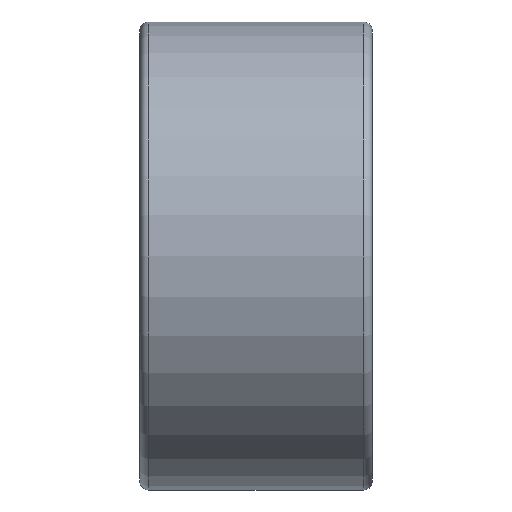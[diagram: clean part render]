
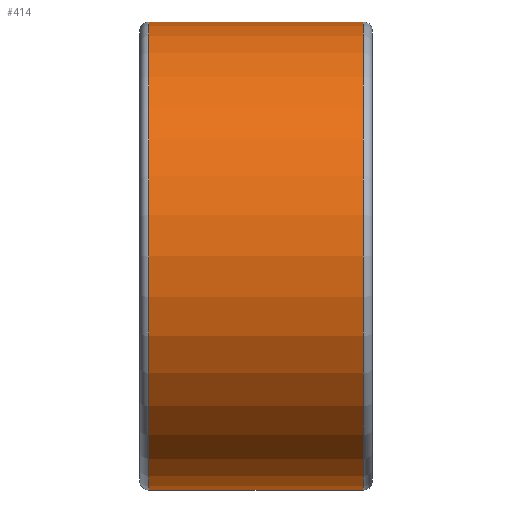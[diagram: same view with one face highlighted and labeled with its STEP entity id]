
A CAD part, front view. The second image highlights one B-rep face of the part: STEP entity #414.
In plain terms, the highlighted cylindrical face has radius 16 mm (diameter 32 mm), a full revolution.
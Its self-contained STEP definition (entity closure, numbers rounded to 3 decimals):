
#25=CYLINDRICAL_SURFACE('',#522,16.);
#64=ORIENTED_EDGE('',*,*,#99,.T.);
#65=ORIENTED_EDGE('',*,*,#111,.F.);
#99=EDGE_CURVE('',#304,#304,#129,.T.);
#111=EDGE_CURVE('',#316,#316,#141,.T.);
#129=CIRCLE('',#497,16.);
#141=CIRCLE('',#521,16.);
#184=EDGE_LOOP('',(#64));
#185=EDGE_LOOP('',(#65));
#304=VERTEX_POINT('',#738);
#316=VERTEX_POINT('',#774);
#363=FACE_BOUND('',#184,.T.);
#364=FACE_BOUND('',#185,.T.);
#414=ADVANCED_FACE('',(#363,#364),#25,.T.);
#497=AXIS2_PLACEMENT_3D('',#737,#595,#596);
#521=AXIS2_PLACEMENT_3D('',#773,#643,#644);
#522=AXIS2_PLACEMENT_3D('',#775,#645,#646);
#595=DIRECTION('',(1.,0.,0.));
#596=DIRECTION('',(0.,0.,-1.));
#643=DIRECTION('',(1.,0.,0.));
#644=DIRECTION('',(0.,0.,-1.));
#645=DIRECTION('',(1.,0.,0.));
#646=DIRECTION('',(0.,0.,-1.));
#737=CARTESIAN_POINT('',(0.6,0.,0.));
#738=CARTESIAN_POINT('',(0.6,0.,-16.));
#773=CARTESIAN_POINT('',(15.3,0.,0.));
#774=CARTESIAN_POINT('',(15.3,0.,-16.));
#775=CARTESIAN_POINT('',(7.95,0.,0.));
